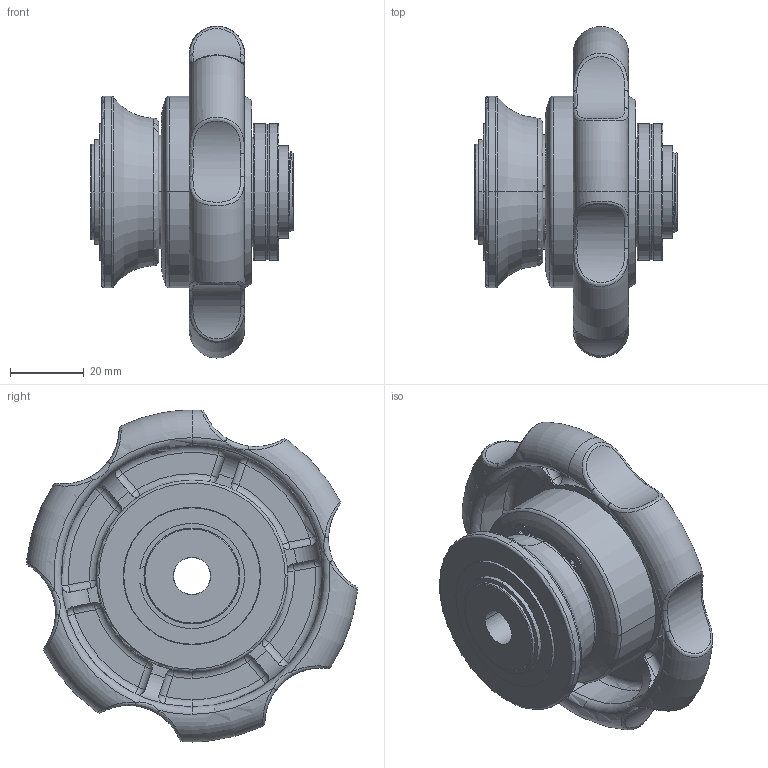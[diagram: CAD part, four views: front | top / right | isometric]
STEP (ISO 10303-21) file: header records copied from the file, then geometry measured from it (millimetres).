
FILE_DESCRIPTION (( 'STEP AP214' ), '1' );
FILE_NAME ('EL-III-10-S-00.STEP', '2020-10-20T14:35:39', ( '' ), ( '' ), 'SwSTEP 2.0', 'SolidWorks 2020', '' );
FILE_SCHEMA (( 'AUTOMOTIVE_DESIGN' ));
Length unit declared in the file: millimetre
Products named in the file (1): EL-III-10-S-00
Bounding box: 54.8 x 89.69 x 90 mm (x, y, z)
Volume: 89583.3 mm3; surface area: 56457.9 mm2
Topology: 30 solids, 30 shells, 1233 faces, 3228 edges, 2054 vertices
Faces by surface type: plane 414, cylinder 379, bspline 278, cone 81, torus 57, sphere 24
Entity records: 60404 total; most frequent: CARTESIAN_POINT 28399, ORIENTED_EDGE 6280, DIRECTION 5544, EDGE_CURVE 3140, VERTEX_POINT 2042, AXIS2_PLACEMENT_3D 2012, LINE 1520, VECTOR 1520
